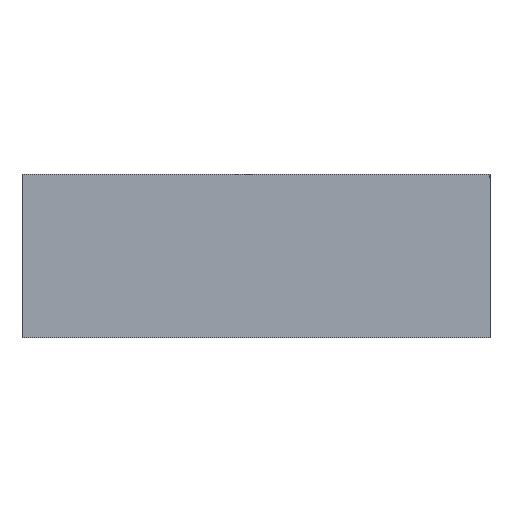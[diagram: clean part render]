
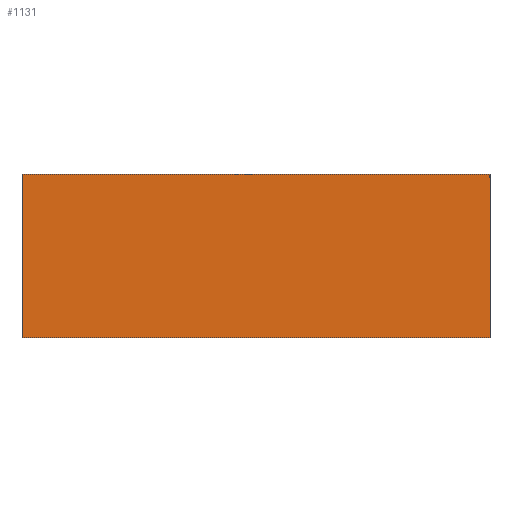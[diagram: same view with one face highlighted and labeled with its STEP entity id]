
A CAD part, left-side view. The second image highlights one B-rep face of the part: STEP entity #1131.
In plain terms, the highlighted planar face has unit normal (-1, 0, 0).
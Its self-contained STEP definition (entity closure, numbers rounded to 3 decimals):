
#83=FACE_OUTER_BOUND('',#140,.T.);
#140=EDGE_LOOP('',(#1022,#1023,#1024,#1025));
#158=LINE('',#1514,#309);
#282=LINE('',#1779,#433);
#288=LINE('',#1790,#439);
#291=LINE('',#1795,#442);
#309=VECTOR('',#1228,10.);
#433=VECTOR('',#1450,10.);
#439=VECTOR('',#1466,10.);
#442=VECTOR('',#1473,10.);
#455=VERTEX_POINT('',#1511);
#456=VERTEX_POINT('',#1513);
#547=VERTEX_POINT('',#1776);
#548=VERTEX_POINT('',#1778);
#566=EDGE_CURVE('',#455,#456,#158,.T.);
#698=EDGE_CURVE('',#547,#548,#282,.T.);
#704=EDGE_CURVE('',#455,#548,#288,.T.);
#707=EDGE_CURVE('',#547,#456,#291,.T.);
#1022=ORIENTED_EDGE('',*,*,#707,.T.);
#1023=ORIENTED_EDGE('',*,*,#566,.F.);
#1024=ORIENTED_EDGE('',*,*,#704,.T.);
#1025=ORIENTED_EDGE('',*,*,#698,.F.);
#1076=PLANE('',#1196);
#1131=ADVANCED_FACE('',(#83),#1076,.T.);
#1196=AXIS2_PLACEMENT_3D('',#1796,#1474,#1475);
#1228=DIRECTION('',(0.,-1.,0.));
#1450=DIRECTION('',(0.,1.,0.));
#1466=DIRECTION('',(0.,0.,-1.));
#1473=DIRECTION('',(0.,0.,1.));
#1474=DIRECTION('center_axis',(-1.,0.,0.));
#1475=DIRECTION('ref_axis',(0.,-1.,0.));
#1511=CARTESIAN_POINT('',(-10.264,10.,7.8));
#1513=CARTESIAN_POINT('',(-10.264,-10.,7.8));
#1514=CARTESIAN_POINT('',(-10.264,10.,7.8));
#1776=CARTESIAN_POINT('',(-10.264,-10.,0.8));
#1778=CARTESIAN_POINT('',(-10.264,10.,0.8));
#1779=CARTESIAN_POINT('',(-10.264,10.,0.8));
#1790=CARTESIAN_POINT('',(-10.264,10.,1.6));
#1795=CARTESIAN_POINT('',(-10.264,-10.,1.6));
#1796=CARTESIAN_POINT('Origin',(-10.264,10.,1.6));
